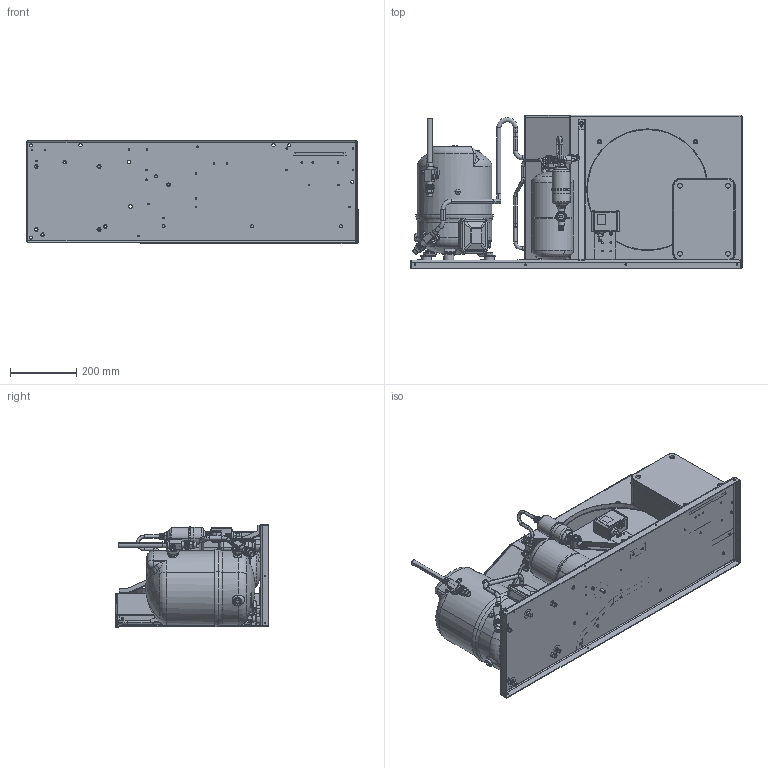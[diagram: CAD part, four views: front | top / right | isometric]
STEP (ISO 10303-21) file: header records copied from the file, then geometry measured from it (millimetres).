
FILE_DESCRIPTION (( 'STEP AP214' ), '1' );
FILE_NAME ('HJM022D.STEP', '2016-06-16T13:00:38', ( '' ), ( '' ), 'SwSTEP 2.0', 'SolidWorks 2014', '' );
FILE_SCHEMA (( 'AUTOMOTIVE_DESIGN' ));
Length unit declared in the file: millimetre
Products named in the file (22): 060-105667 R03 SUPORTE KP; 191U165025; 191U124307-Lateral; 191U123150; 061F6063; 191U124307-Coifa; 191U1503; 6804500V01 - VALV SERV V01_STANDART; 118U6009 pino guia; 191U192707 - Rasgo para o tanque; 6804501V06 - VALV SERV V06_STANDART; 191U160326; 6804502V09 - VALV SERV V09_STANDART; COMPRESSOR DANFOSS MODELO MT18-40; 191U163327; S.EX 231 - STECK; HJM022D; 014-0100; 191U124307; KP05; 023Z8040; 021F0136
Assembly tree (21 placements, depth 3):
  HJM022D
    191U192707 - Rasgo para o tanque
    191U124307
      191U124307-Coifa
      191U124307-Lateral
      021F0136
    COMPRESSOR DANFOSS MODELO MT18-40
    6804501V06 - VALV SERV V06_STANDART
    6804500V01 - VALV SERV V01_STANDART
    191U123150
    060-105667 R03 SUPORTE KP
    KP05
    S.EX 231 - STECK
    191U160326
    118U6009 pino guia
    061F6063
    191U165025
    023Z8040
    014-0100
    6804502V09 - VALV SERV V09_STANDART
    191U1503
    191U163327
Bounding box: 1001.5 x 463.5 x 313.17 mm (x, y, z)
Volume: 18757664.5 mm3; surface area: 3244775.7 mm2
Topology: 73 solids, 81 shells, 2813 faces, 6835 edges, 4317 vertices
Faces by surface type: cylinder 1353, plane 905, cone 284, torus 183, bspline 84, sphere 4
Entity records: 109747 total; most frequent: CARTESIAN_POINT 25995, DIRECTION 14761, ORIENTED_EDGE 13606, EDGE_CURVE 6817, AXIS2_PLACEMENT_3D 5841, VERTEX_POINT 4317, EDGE_LOOP 3290, CIRCLE 3086
